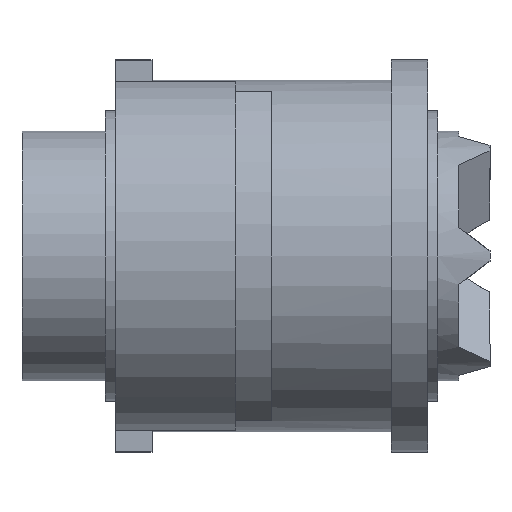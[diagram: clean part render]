
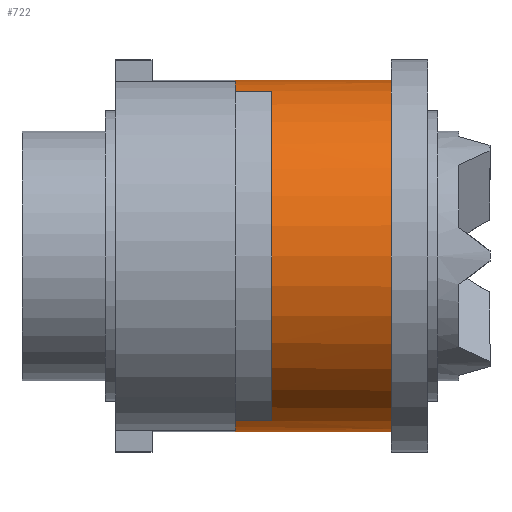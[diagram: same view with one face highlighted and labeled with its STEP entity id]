
A CAD part, left-side view. The second image highlights one B-rep face of the part: STEP entity #722.
In plain terms, the highlighted cylindrical face has radius 8.45 mm (diameter 16.9 mm), a partial arc.
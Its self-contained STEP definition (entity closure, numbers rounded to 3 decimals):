
#1 = CARTESIAN_POINT ( 'NONE',  ( -1.1, 0., 8.45 ) ) ;
#155 = EDGE_CURVE ( 'NONE', #764, #1557, #2396, .T. ) ;
#169 = VERTEX_POINT ( 'NONE', #1817 ) ;
#184 = DIRECTION ( 'NONE',  ( 1., 0., 0. ) ) ;
#281 = VERTEX_POINT ( 'NONE', #2229 ) ;
#398 = ORIENTED_EDGE ( 'NONE', *, *, #743, .T. ) ;
#432 = ORIENTED_EDGE ( 'NONE', *, *, #1096, .T. ) ;
#481 = CARTESIAN_POINT ( 'NONE',  ( -1.1, 9.75, 8.45 ) ) ;
#497 = DIRECTION ( 'NONE',  ( 1., 0., 0. ) ) ;
#533 = ORIENTED_EDGE ( 'NONE', *, *, #642, .F. ) ;
#545 = DIRECTION ( 'NONE',  ( 0., -1., 0. ) ) ;
#566 = CARTESIAN_POINT ( 'NONE',  ( -1.1, 2.25, 8.45 ) ) ;
#642 = EDGE_CURVE ( 'NONE', #1922, #807, #1448, .T. ) ;
#670 = LINE ( 'NONE', #1843, #1786 ) ;
#722 = ADVANCED_FACE ( 'NONE', ( #2341 ), #1767, .T. ) ;
#743 = EDGE_CURVE ( 'NONE', #1922, #281, #2549, .T. ) ;
#764 = VERTEX_POINT ( 'NONE', #1738 ) ;
#807 = VERTEX_POINT ( 'NONE', #2397 ) ;
#874 = ORIENTED_EDGE ( 'NONE', *, *, #155, .F. ) ;
#916 = VERTEX_POINT ( 'NONE', #2258 ) ;
#1096 = EDGE_CURVE ( 'NONE', #916, #169, #1207, .T. ) ;
#1148 = CARTESIAN_POINT ( 'NONE',  ( -1.1, 0., -8.45 ) ) ;
#1165 = DIRECTION ( 'NONE',  ( 0., 0., -1. ) ) ;
#1198 = CARTESIAN_POINT ( 'NONE',  ( -1.1, 9.75, 0. ) ) ;
#1207 = CIRCLE ( 'NONE', #1666, 8.45 ) ;
#1222 = LINE ( 'NONE', #1, #2403 ) ;
#1280 = CIRCLE ( 'NONE', #2530, 8.45 ) ;
#1307 = ORIENTED_EDGE ( 'NONE', *, *, #1969, .F. ) ;
#1326 = CARTESIAN_POINT ( 'NONE',  ( -1.1, 8., 0. ) ) ;
#1447 = CARTESIAN_POINT ( 'NONE',  ( -1.1, 9.75, -8.45 ) ) ;
#1448 = CIRCLE ( 'NONE', #2354, 8.45 ) ;
#1485 = AXIS2_PLACEMENT_3D ( 'NONE', #1511, #2296, #497 ) ;
#1511 = CARTESIAN_POINT ( 'NONE',  ( -1.1, 9.75, 0. ) ) ;
#1553 = DIRECTION ( 'NONE',  ( 0., 0., 1. ) ) ;
#1557 = VERTEX_POINT ( 'NONE', #481 ) ;
#1621 = DIRECTION ( 'NONE',  ( 0., 1., 0. ) ) ;
#1646 = LINE ( 'NONE', #1832, #2312 ) ;
#1666 = AXIS2_PLACEMENT_3D ( 'NONE', #1326, #2543, #1553 ) ;
#1725 = CARTESIAN_POINT ( 'NONE',  ( -1.1, 0., 0. ) ) ;
#1738 = CARTESIAN_POINT ( 'NONE',  ( -4.068, 9.75, 7.912 ) ) ;
#1767 = CYLINDRICAL_SURFACE ( 'NONE', #2490, 8.45 ) ;
#1785 = EDGE_CURVE ( 'NONE', #2372, #281, #1280, .T. ) ;
#1786 = VECTOR ( 'NONE', #2261, 1000. ) ;
#1817 = CARTESIAN_POINT ( 'NONE',  ( -4.068, 8., -7.912 ) ) ;
#1832 = CARTESIAN_POINT ( 'NONE',  ( -4.068, 13.125, 7.912 ) ) ;
#1843 = CARTESIAN_POINT ( 'NONE',  ( -4.068, 13.125, -7.912 ) ) ;
#1889 = EDGE_CURVE ( 'NONE', #916, #764, #1646, .T. ) ;
#1922 = VERTEX_POINT ( 'NONE', #1447 ) ;
#1969 = EDGE_CURVE ( 'NONE', #1557, #2372, #1222, .T. ) ;
#1992 = DIRECTION ( 'NONE',  ( 0., 1., 0. ) ) ;
#2051 = DIRECTION ( 'NONE',  ( 0., -1., 0. ) ) ;
#2152 = DIRECTION ( 'NONE',  ( 0., 0., -1. ) ) ;
#2187 = ORIENTED_EDGE ( 'NONE', *, *, #2467, .F. ) ;
#2229 = CARTESIAN_POINT ( 'NONE',  ( -1.1, 2.25, -8.45 ) ) ;
#2258 = CARTESIAN_POINT ( 'NONE',  ( -4.068, 8., 7.912 ) ) ;
#2261 = DIRECTION ( 'NONE',  ( 0., -1., 0. ) ) ;
#2266 = ORIENTED_EDGE ( 'NONE', *, *, #1889, .F. ) ;
#2296 = DIRECTION ( 'NONE',  ( 0., 1., 0. ) ) ;
#2312 = VECTOR ( 'NONE', #1621, 1000. ) ;
#2317 = DIRECTION ( 'NONE',  ( 0., -1., 0. ) ) ;
#2341 = FACE_OUTER_BOUND ( 'NONE', #2545, .T. ) ;
#2354 = AXIS2_PLACEMENT_3D ( 'NONE', #1198, #1992, #184 ) ;
#2372 = VERTEX_POINT ( 'NONE', #566 ) ;
#2396 = CIRCLE ( 'NONE', #1485, 8.45 ) ;
#2397 = CARTESIAN_POINT ( 'NONE',  ( -4.068, 9.75, -7.912 ) ) ;
#2403 = VECTOR ( 'NONE', #2051, 1000. ) ;
#2404 = VECTOR ( 'NONE', #2559, 1000. ) ;
#2467 = EDGE_CURVE ( 'NONE', #807, #169, #670, .T. ) ;
#2484 = ORIENTED_EDGE ( 'NONE', *, *, #1785, .F. ) ;
#2490 = AXIS2_PLACEMENT_3D ( 'NONE', #1725, #2317, #2152 ) ;
#2530 = AXIS2_PLACEMENT_3D ( 'NONE', #2573, #545, #1165 ) ;
#2543 = DIRECTION ( 'NONE',  ( 0., -1., 0. ) ) ;
#2545 = EDGE_LOOP ( 'NONE', ( #1307, #874, #2266, #432, #2187, #533, #398, #2484 ) ) ;
#2549 = LINE ( 'NONE', #1148, #2404 ) ;
#2559 = DIRECTION ( 'NONE',  ( 0., -1., 0. ) ) ;
#2573 = CARTESIAN_POINT ( 'NONE',  ( -1.1, 2.25, 0. ) ) ;
